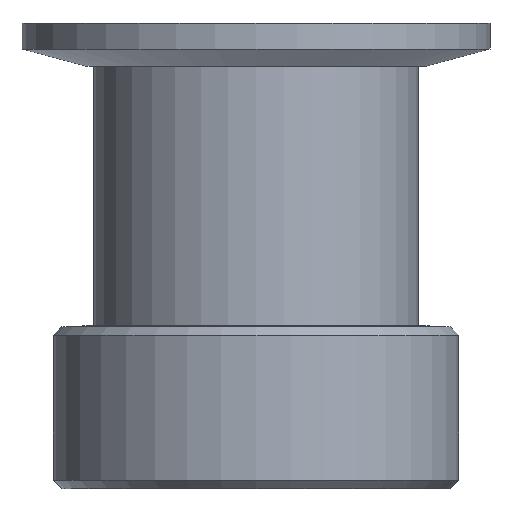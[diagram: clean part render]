
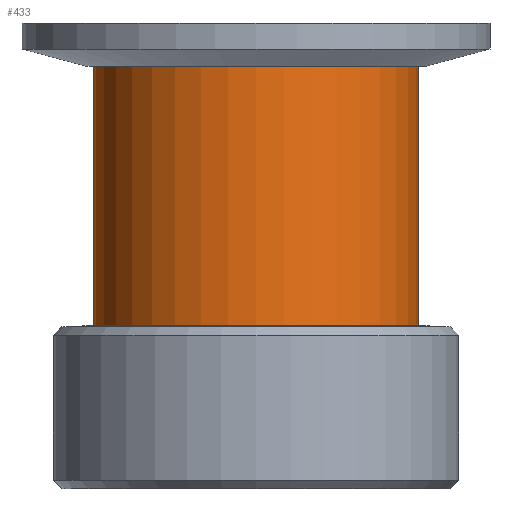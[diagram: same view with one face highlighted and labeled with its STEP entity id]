
A CAD part, front view. The second image highlights one B-rep face of the part: STEP entity #433.
In plain terms, the highlighted cylindrical face has radius 19.05 mm (diameter 38.1 mm), a full revolution.
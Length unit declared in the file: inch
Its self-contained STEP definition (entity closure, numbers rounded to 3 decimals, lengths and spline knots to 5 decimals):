
#26=CYLINDRICAL_SURFACE('',#511,0.75);
#64=FACE_BOUND('',#153,.T.);
#100=FACE_OUTER_BOUND('',#152,.T.);
#152=EDGE_LOOP('',(#337));
#153=EDGE_LOOP('',(#338));
#210=CIRCLE('',#510,0.75);
#211=CIRCLE('',#512,0.75);
#247=VERTEX_POINT('',#750);
#248=VERTEX_POINT('',#753);
#284=EDGE_CURVE('',#247,#247,#210,.T.);
#285=EDGE_CURVE('',#248,#248,#211,.T.);
#337=ORIENTED_EDGE('',*,*,#284,.T.);
#338=ORIENTED_EDGE('',*,*,#285,.F.);
#433=ADVANCED_FACE('',(#100,#64),#26,.T.);
#510=AXIS2_PLACEMENT_3D('',#751,#619,#620);
#511=AXIS2_PLACEMENT_3D('',#752,#621,#622);
#512=AXIS2_PLACEMENT_3D('',#754,#623,#624);
#619=DIRECTION('center_axis',(0.,0.,1.));
#620=DIRECTION('ref_axis',(-1.,0.,0.));
#621=DIRECTION('center_axis',(0.,0.,-1.));
#622=DIRECTION('ref_axis',(-1.,0.,0.));
#623=DIRECTION('center_axis',(0.,0.,1.));
#624=DIRECTION('ref_axis',(-1.,0.,0.));
#750=CARTESIAN_POINT('',(0.75,0.,-1.4));
#751=CARTESIAN_POINT('Origin',(0.,0.,-1.4));
#752=CARTESIAN_POINT('Origin',(0.,0.,-0.15));
#753=CARTESIAN_POINT('',(0.75,0.,-0.15));
#754=CARTESIAN_POINT('Origin',(0.,0.,-0.15));
